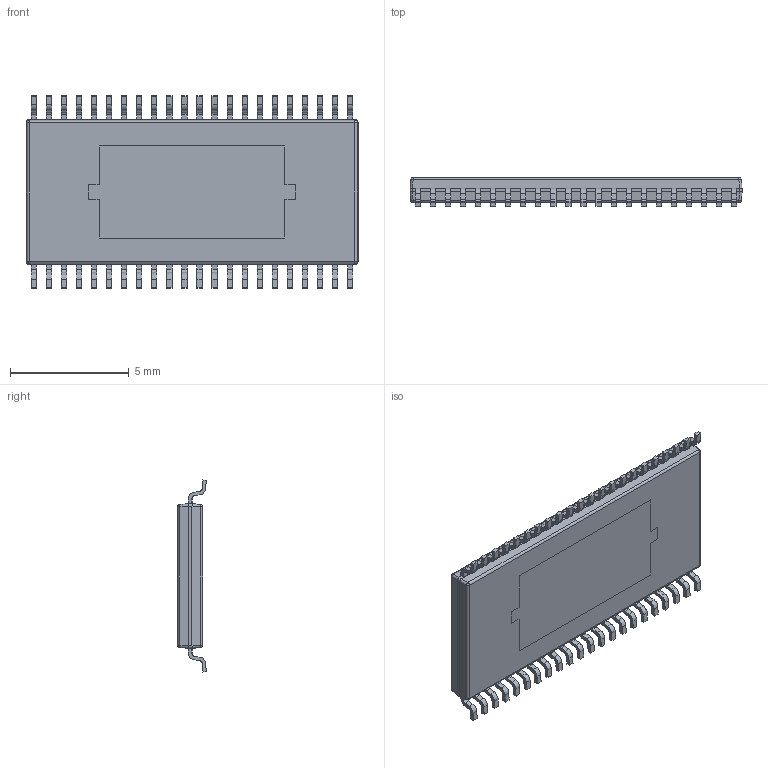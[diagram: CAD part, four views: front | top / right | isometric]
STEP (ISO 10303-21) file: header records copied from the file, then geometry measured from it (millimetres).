
FILE_DESCRIPTION (( 'STEP AP214' ), '1' );
FILE_NAME ('DDW44.STEP', '2020-08-29T08:40:56', ( '' ), ( '' ), 'SwSTEP 2.0', 'SolidWorks 2017', '' );
FILE_SCHEMA (( 'AUTOMOTIVE_DESIGN' ));
Length unit declared in the file: millimetre
Products named in the file (1): DDW44
Bounding box: 14 x 1.2 x 8.1 mm (x, y, z)
Volume: 90.8 mm3; surface area: 322.4 mm2
Topology: 47 solids, 47 shells, 692 faces, 1772 edges, 1168 vertices
Faces by surface type: plane 484, cylinder 200, sphere 8
Entity records: 21248 total; most frequent: CARTESIAN_POINT 3649, ORIENTED_EDGE 3528, DIRECTION 3526, EDGE_CURVE 1764, LINE 1372, VECTOR 1372, VERTEX_POINT 1168, AXIS2_PLACEMENT_3D 1077
